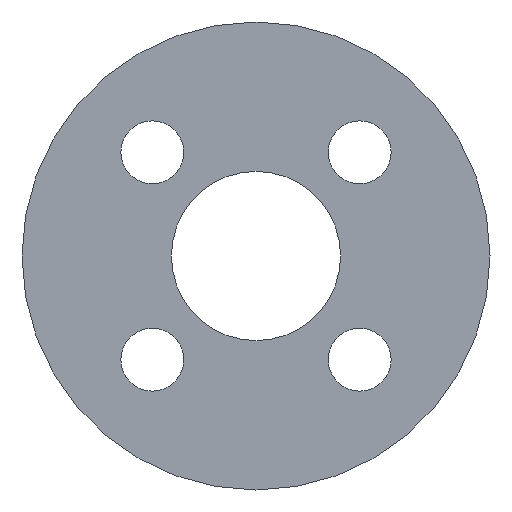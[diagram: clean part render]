
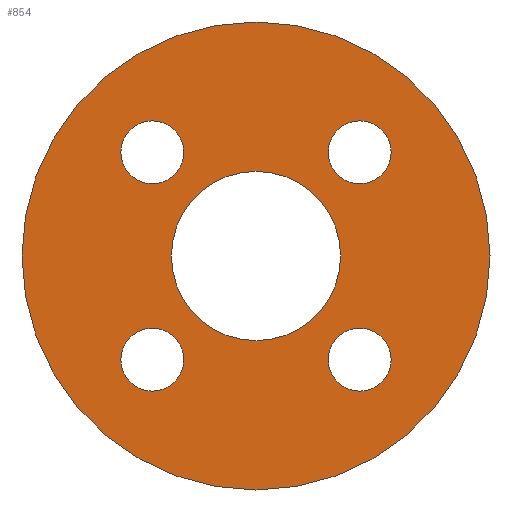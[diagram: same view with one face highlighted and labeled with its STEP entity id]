
A CAD part, front view. The second image highlights one B-rep face of the part: STEP entity #854.
In plain terms, the highlighted planar face has unit normal (0, -1, 0).
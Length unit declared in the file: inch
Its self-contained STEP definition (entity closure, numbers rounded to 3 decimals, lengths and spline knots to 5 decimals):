
#212=FACE_BOUND('',#282,.T.);
#213=FACE_BOUND('',#283,.T.);
#214=FACE_BOUND('',#284,.T.);
#215=FACE_BOUND('',#285,.T.);
#216=FACE_BOUND('',#286,.T.);
#229=FACE_OUTER_BOUND('',#281,.T.);
#281=EDGE_LOOP('',(#581));
#282=EDGE_LOOP('',(#582));
#283=EDGE_LOOP('',(#583));
#284=EDGE_LOOP('',(#584));
#285=EDGE_LOOP('',(#585));
#286=EDGE_LOOP('',(#586));
#350=CIRCLE('',#921,0.9573);
#351=CIRCLE('',#922,0.34625);
#352=CIRCLE('',#923,0.12875);
#353=CIRCLE('',#924,0.12875);
#354=CIRCLE('',#925,0.12875);
#355=CIRCLE('',#926,0.12875);
#374=VERTEX_POINT('',#1168);
#375=VERTEX_POINT('',#1170);
#376=VERTEX_POINT('',#1172);
#377=VERTEX_POINT('',#1174);
#378=VERTEX_POINT('',#1176);
#379=VERTEX_POINT('',#1178);
#456=EDGE_CURVE('',#374,#374,#350,.T.);
#457=EDGE_CURVE('',#375,#375,#351,.T.);
#458=EDGE_CURVE('',#376,#376,#352,.T.);
#459=EDGE_CURVE('',#377,#377,#353,.T.);
#460=EDGE_CURVE('',#378,#378,#354,.T.);
#461=EDGE_CURVE('',#379,#379,#355,.T.);
#581=ORIENTED_EDGE('',*,*,#456,.F.);
#582=ORIENTED_EDGE('',*,*,#457,.F.);
#583=ORIENTED_EDGE('',*,*,#458,.T.);
#584=ORIENTED_EDGE('',*,*,#459,.T.);
#585=ORIENTED_EDGE('',*,*,#460,.T.);
#586=ORIENTED_EDGE('',*,*,#461,.T.);
#831=PLANE('',#920);
#854=ADVANCED_FACE('',(#229,#212,#213,#214,#215,#216),#831,.T.);
#920=AXIS2_PLACEMENT_3D('',#1167,#981,#982);
#921=AXIS2_PLACEMENT_3D('',#1169,#983,#984);
#922=AXIS2_PLACEMENT_3D('',#1171,#985,#986);
#923=AXIS2_PLACEMENT_3D('',#1173,#987,#988);
#924=AXIS2_PLACEMENT_3D('',#1175,#989,#990);
#925=AXIS2_PLACEMENT_3D('',#1177,#991,#992);
#926=AXIS2_PLACEMENT_3D('',#1179,#993,#994);
#981=DIRECTION('center_axis',(0.,-1.,0.));
#982=DIRECTION('ref_axis',(0.,0.,-1.));
#983=DIRECTION('center_axis',(0.,1.,0.));
#984=DIRECTION('ref_axis',(0.,0.,1.));
#985=DIRECTION('center_axis',(0.,-1.,0.));
#986=DIRECTION('ref_axis',(1.,0.,0.));
#987=DIRECTION('center_axis',(0.,1.,0.));
#988=DIRECTION('ref_axis',(1.,0.,0.));
#989=DIRECTION('center_axis',(0.,1.,0.));
#990=DIRECTION('ref_axis',(1.,0.,0.));
#991=DIRECTION('center_axis',(0.,1.,0.));
#992=DIRECTION('ref_axis',(1.,0.,0.));
#993=DIRECTION('center_axis',(0.,1.,0.));
#994=DIRECTION('ref_axis',(1.,0.,0.));
#1167=CARTESIAN_POINT('Origin',(0.,-0.625,0.));
#1168=CARTESIAN_POINT('',(0.,-0.625,-0.9573));
#1169=CARTESIAN_POINT('Origin',(0.,-0.625,0.));
#1170=CARTESIAN_POINT('',(-0.34625,-0.625,0.));
#1171=CARTESIAN_POINT('Origin',(0.,-0.625,0.));
#1172=CARTESIAN_POINT('',(-0.55301,-0.625,0.42426));
#1173=CARTESIAN_POINT('Origin',(-0.42426,-0.625,0.42426));
#1174=CARTESIAN_POINT('',(0.29551,-0.625,0.42426));
#1175=CARTESIAN_POINT('Origin',(0.42426,-0.625,0.42426));
#1176=CARTESIAN_POINT('',(-0.55301,-0.625,-0.42426));
#1177=CARTESIAN_POINT('Origin',(-0.42426,-0.625,-0.42426));
#1178=CARTESIAN_POINT('',(0.29551,-0.625,-0.42426));
#1179=CARTESIAN_POINT('Origin',(0.42426,-0.625,-0.42426));
